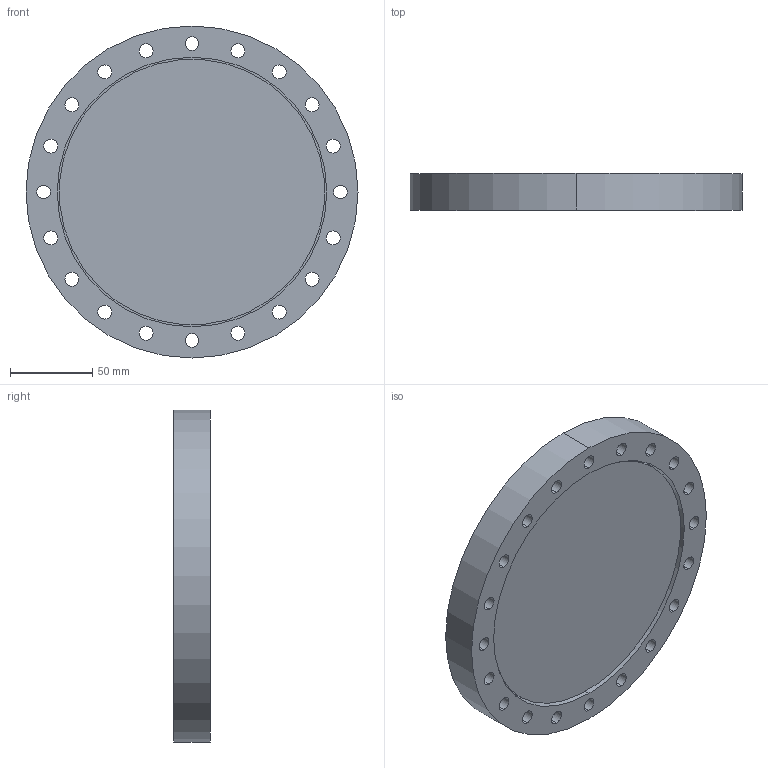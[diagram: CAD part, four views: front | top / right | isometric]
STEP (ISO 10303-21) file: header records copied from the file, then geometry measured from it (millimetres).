
FILE_DESCRIPTION (( 'STEP AP203' ), '1' );
FILE_NAME ('A0651-7-CF.STEP', '2011-10-03T19:25:23', ( '' ), ( '' ), 'SwSTEP 2.0', 'SolidWorks 2011', '' );
FILE_SCHEMA (( 'CONFIG_CONTROL_DESIGN' ));
Length unit declared in the file: inch
Products named in the file (1): A0651-7-CF
Bounding box: 202.44 x 22.35 x 202.44 mm (x, y, z)
Volume: 458366.3 mm3; surface area: 127801.8 mm2
Topology: 1 solids, 1 shells, 81 faces, 200 edges, 130 vertices
Faces by surface type: cylinder 60, plane 11, cone 6, torus 4
Entity records: 2627 total; most frequent: DIRECTION 498, CARTESIAN_POINT 412, ORIENTED_EDGE 400, AXIS2_PLACEMENT_3D 216, EDGE_CURVE 200, CIRCLE 134, EDGE_LOOP 130, VERTEX_POINT 130
